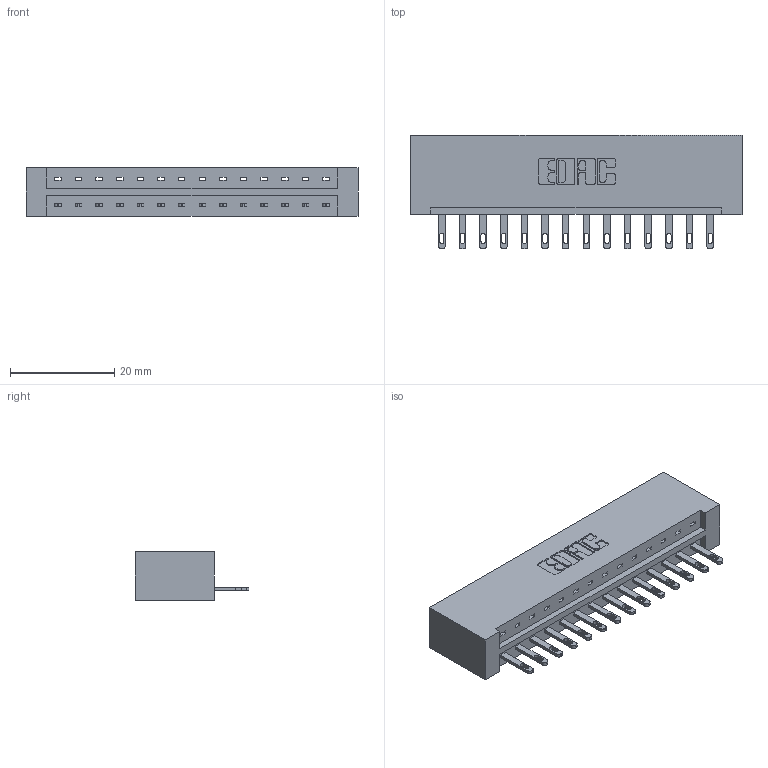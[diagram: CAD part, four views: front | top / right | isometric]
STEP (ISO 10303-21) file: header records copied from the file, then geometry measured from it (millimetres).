
FILE_DESCRIPTION (( 'STEP AP203' ), '1' );
FILE_NAME ('833-014-500-101.STEP', '2020-05-31T00:41:07', ( '' ), ( '' ), 'SwSTEP 2.0', 'SolidWorks 2020', '' );
FILE_SCHEMA (( 'CONFIG_CONTROL_DESIGN' ));
Length unit declared in the file: inch
Products named in the file (3): 345-292-001_345-293-100; 833 Part_Lugless; 833-014-500-101
Assembly tree (15 placements, depth 2):
  833-014-500-101
    833 Part_Lugless
    345-292-001_345-293-100  x14
Bounding box: 63.73 x 21.85 x 9.4 mm (x, y, z)
Volume: 6793.5 mm3; surface area: 7157.7 mm2
Topology: 15 solids, 15 shells, 862 faces, 2639 edges, 1758 vertices
Faces by surface type: plane 570, cylinder 292
Entity records: 11833 total; most frequent: CARTESIAN_POINT 2052, ORIENTED_EDGE 2002, DIRECTION 1781, EDGE_CURVE 1001, VECTOR 877, LINE 877, VERTEX_POINT 666, AXIS2_PLACEMENT_3D 452
